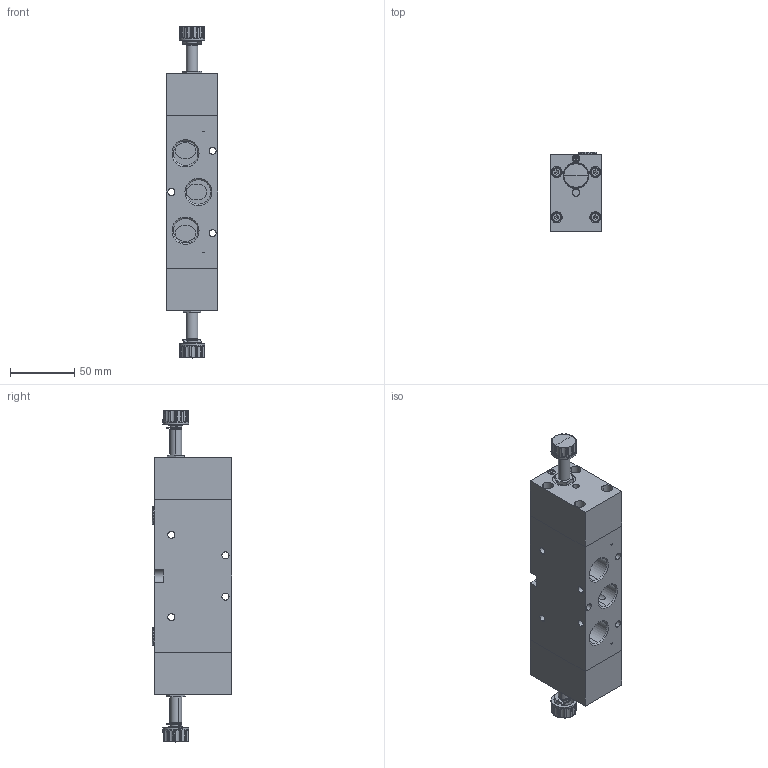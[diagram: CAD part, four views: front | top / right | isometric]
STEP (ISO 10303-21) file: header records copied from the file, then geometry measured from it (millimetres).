
FILE_DESCRIPTION (( 'STEP AP214' ), '1' );
FILE_NAME ('02_013_3.STEP', '2016-02-02T13:25:42', ( '' ), ( '' ), 'SwSTEP 2.0', 'SolidWorks 2016', '' );
FILE_SCHEMA (( 'AUTOMOTIVE_DESIGN' ));
Length unit declared in the file: millimetre
Products named in the file (1): 02_013_3
Bounding box: 40 x 61.5 x 257.4 mm (x, y, z)
Volume: 408779.2 mm3; surface area: 80277.7 mm2
Topology: 17 solids, 24 shells, 2475 faces, 6424 edges, 4049 vertices
Faces by surface type: cone 1164, cylinder 697, plane 478, torus 108, sphere 20, bspline 8
Entity records: 85004 total; most frequent: CARTESIAN_POINT 16004, DIRECTION 14015, ORIENTED_EDGE 12776, EDGE_CURVE 6388, AXIS2_PLACEMENT_3D 5760, VERTEX_POINT 4037, CIRCLE 3292, EDGE_LOOP 2575
